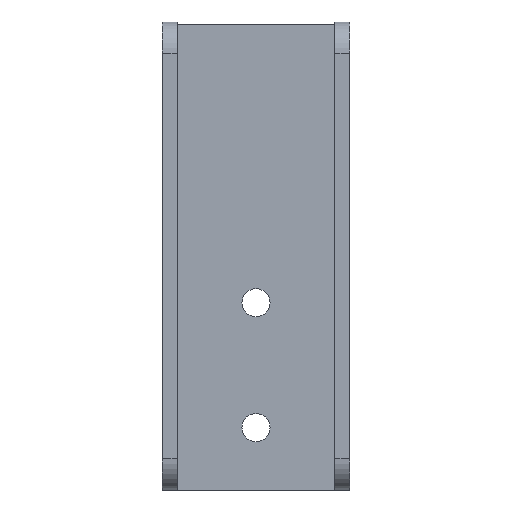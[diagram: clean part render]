
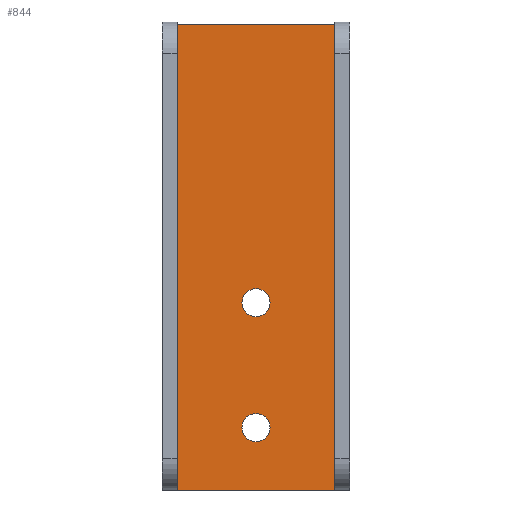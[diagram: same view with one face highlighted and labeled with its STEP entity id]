
A CAD part, front view. The second image highlights one B-rep face of the part: STEP entity #844.
In plain terms, the highlighted planar face has unit normal (0, -1, 0).
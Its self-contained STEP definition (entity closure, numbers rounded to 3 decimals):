
#4 = CARTESIAN_POINT ( 'NONE',  ( 0., 23., 30. ) ) ;
#7 = EDGE_CURVE ( 'NONE', #631, #384, #504, .T. ) ;
#28 = AXIS2_PLACEMENT_3D ( 'NONE', #620, #866, #797 ) ;
#33 = CARTESIAN_POINT ( 'NONE',  ( 0., 23., 10. ) ) ;
#39 = PLANE ( 'NONE',  #694 ) ;
#40 = EDGE_CURVE ( 'NONE', #698, #349, #736, .T. ) ;
#43 = ORIENTED_EDGE ( 'NONE', *, *, #149, .F. ) ;
#63 = LINE ( 'NONE', #710, #655 ) ;
#75 = ORIENTED_EDGE ( 'NONE', *, *, #40, .T. ) ;
#99 = DIRECTION ( 'NONE',  ( 0., 0., 1. ) ) ;
#119 = CARTESIAN_POINT ( 'NONE',  ( -12.6, 23., 75. ) ) ;
#123 = EDGE_CURVE ( 'NONE', #672, #558, #967, .T. ) ;
#128 = CARTESIAN_POINT ( 'NONE',  ( 0., 23., 32.25 ) ) ;
#132 = AXIS2_PLACEMENT_3D ( 'NONE', #33, #506, #988 ) ;
#148 = ORIENTED_EDGE ( 'NONE', *, *, #7, .T. ) ;
#149 = EDGE_CURVE ( 'NONE', #469, #691, #361, .T. ) ;
#162 = DIRECTION ( 'NONE',  ( -1., 0., 0. ) ) ;
#165 = ORIENTED_EDGE ( 'NONE', *, *, #713, .T. ) ;
#172 = CIRCLE ( 'NONE', #668, 2.25 ) ;
#241 = DIRECTION ( 'NONE',  ( 0., 0., 1. ) ) ;
#253 = ORIENTED_EDGE ( 'NONE', *, *, #727, .T. ) ;
#257 = DIRECTION ( 'NONE',  ( 0., 0., -1. ) ) ;
#279 = FACE_BOUND ( 'NONE', #892, .T. ) ;
#301 = CARTESIAN_POINT ( 'NONE',  ( 0., 23., 10. ) ) ;
#316 = CARTESIAN_POINT ( 'NONE',  ( -15., 23., 74.583 ) ) ;
#324 = CARTESIAN_POINT ( 'NONE',  ( 12.6, 23., 0. ) ) ;
#349 = VERTEX_POINT ( 'NONE', #771 ) ;
#351 = CARTESIAN_POINT ( 'NONE',  ( 12.6, 23., 75. ) ) ;
#361 = LINE ( 'NONE', #351, #704 ) ;
#384 = VERTEX_POINT ( 'NONE', #927 ) ;
#469 = VERTEX_POINT ( 'NONE', #874 ) ;
#490 = DIRECTION ( 'NONE',  ( 0., 1., 0. ) ) ;
#497 = EDGE_CURVE ( 'NONE', #384, #631, #172, .T. ) ;
#504 = CIRCLE ( 'NONE', #28, 2.25 ) ;
#506 = DIRECTION ( 'NONE',  ( 0., 1., 0. ) ) ;
#521 = VECTOR ( 'NONE', #257, 1000. ) ;
#558 = VERTEX_POINT ( 'NONE', #769 ) ;
#590 = CIRCLE ( 'NONE', #761, 2.25 ) ;
#620 = CARTESIAN_POINT ( 'NONE',  ( 0., 23., 30. ) ) ;
#631 = VERTEX_POINT ( 'NONE', #128 ) ;
#635 = CARTESIAN_POINT ( 'NONE',  ( -12.6, 23., 75. ) ) ;
#647 = FACE_OUTER_BOUND ( 'NONE', #929, .T. ) ;
#655 = VECTOR ( 'NONE', #1006, 1000. ) ;
#668 = AXIS2_PLACEMENT_3D ( 'NONE', #4, #490, #99 ) ;
#670 = EDGE_CURVE ( 'NONE', #558, #672, #590, .T. ) ;
#672 = VERTEX_POINT ( 'NONE', #772 ) ;
#690 = CARTESIAN_POINT ( 'NONE',  ( -12.6, 23., 74.583 ) ) ;
#691 = VERTEX_POINT ( 'NONE', #324 ) ;
#694 = AXIS2_PLACEMENT_3D ( 'NONE', #119, #812, #960 ) ;
#698 = VERTEX_POINT ( 'NONE', #690 ) ;
#704 = VECTOR ( 'NONE', #838, 1000. ) ;
#707 = ORIENTED_EDGE ( 'NONE', *, *, #123, .T. ) ;
#710 = CARTESIAN_POINT ( 'NONE',  ( -12.6, 23., 0. ) ) ;
#713 = EDGE_CURVE ( 'NONE', #469, #698, #957, .T. ) ;
#727 = EDGE_CURVE ( 'NONE', #349, #691, #63, .T. ) ;
#736 = LINE ( 'NONE', #635, #521 ) ;
#761 = AXIS2_PLACEMENT_3D ( 'NONE', #301, #801, #241 ) ;
#762 = EDGE_LOOP ( 'NONE', ( #1026, #707 ) ) ;
#769 = CARTESIAN_POINT ( 'NONE',  ( 0., 23., 12.25 ) ) ;
#771 = CARTESIAN_POINT ( 'NONE',  ( -12.6, 23., 0. ) ) ;
#772 = CARTESIAN_POINT ( 'NONE',  ( 0., 23., 7.75 ) ) ;
#797 = DIRECTION ( 'NONE',  ( 0., 0., 1. ) ) ;
#801 = DIRECTION ( 'NONE',  ( 0., 1., 0. ) ) ;
#812 = DIRECTION ( 'NONE',  ( 0., 1., 0. ) ) ;
#838 = DIRECTION ( 'NONE',  ( 0., 0., -1. ) ) ;
#844 = ADVANCED_FACE ( 'NONE', ( #979, #279, #647 ), #39, .F. ) ;
#866 = DIRECTION ( 'NONE',  ( 0., 1., 0. ) ) ;
#871 = ORIENTED_EDGE ( 'NONE', *, *, #497, .T. ) ;
#874 = CARTESIAN_POINT ( 'NONE',  ( 12.6, 23., 74.583 ) ) ;
#892 = EDGE_LOOP ( 'NONE', ( #148, #871 ) ) ;
#927 = CARTESIAN_POINT ( 'NONE',  ( 0., 23., 27.75 ) ) ;
#929 = EDGE_LOOP ( 'NONE', ( #43, #165, #75, #253 ) ) ;
#957 = LINE ( 'NONE', #316, #986 ) ;
#960 = DIRECTION ( 'NONE',  ( 0., 0., 1. ) ) ;
#967 = CIRCLE ( 'NONE', #132, 2.25 ) ;
#979 = FACE_BOUND ( 'NONE', #762, .T. ) ;
#986 = VECTOR ( 'NONE', #162, 1000. ) ;
#988 = DIRECTION ( 'NONE',  ( 0., 0., 1. ) ) ;
#1006 = DIRECTION ( 'NONE',  ( 1., 0., 0. ) ) ;
#1026 = ORIENTED_EDGE ( 'NONE', *, *, #670, .T. ) ;
